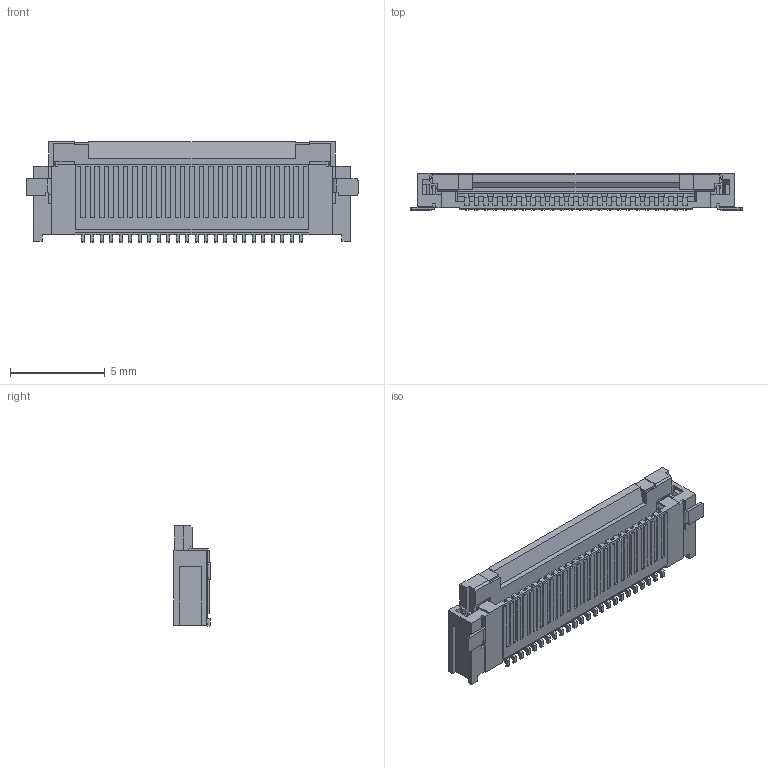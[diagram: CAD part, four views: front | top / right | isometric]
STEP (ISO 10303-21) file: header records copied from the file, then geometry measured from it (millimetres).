
FILE_DESCRIPTION(('HOOPS Exchange Step'),'2;1');
FILE_NAME('export-60F1BAB0-1183-4DEE-B840-172688BB8403.stp','2023-08-05T20:10:12+17:00',('Daxxn'),('Alibre'),'HOOPS Exchange 2022.0','Alibre','Unknown authorisation');
FILE_SCHEMA( ('AP242_MANAGED_MODEL_BASED_3D_ENGINEERING_MIM_LF {1 0 10303 442 1 1 4 }') );
Length unit declared in the file: millimetre
Products named in the file (1): 5051102491
Bounding box: 17.5 x 1.9 x 5.3 mm (x, y, z)
Volume: 98.8 mm3; surface area: 428.5 mm2
Topology: 1 solids, 1 shells, 1323 faces, 4085 edges, 2716 vertices
Faces by surface type: plane 1223, cylinder 100
Entity records: 45628 total; most frequent: ORIENTED_EDGE 8170, CARTESIAN_POINT 8146, DIRECTION 6983, EDGE_CURVE 4085, VECTOR 3833, LINE 3833, VERTEX_POINT 2716, AXIS2_PLACEMENT_3D 1575
